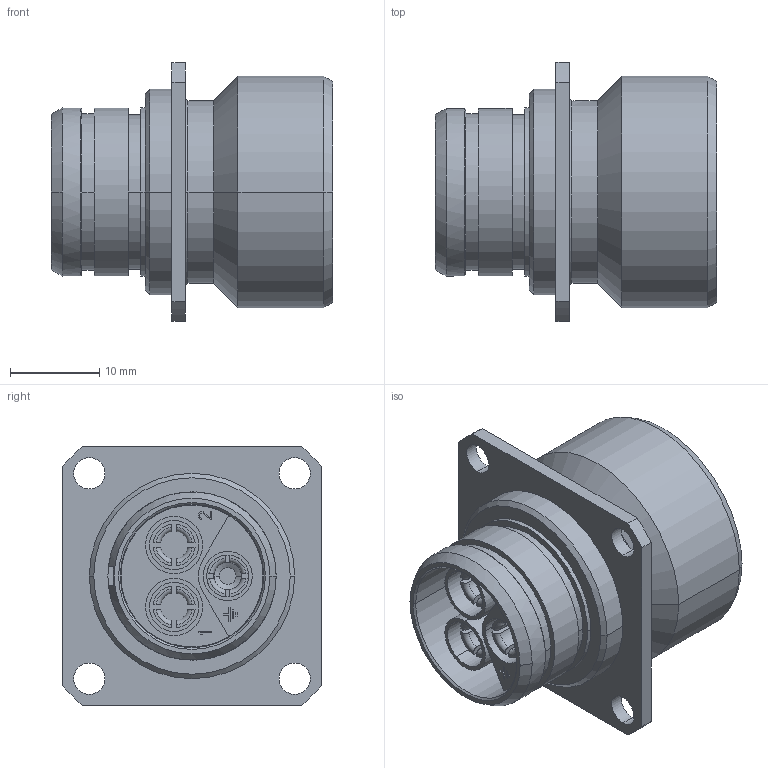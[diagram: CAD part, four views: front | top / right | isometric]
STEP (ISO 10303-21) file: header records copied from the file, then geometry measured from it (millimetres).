
FILE_DESCRIPTION((''),'2;1');
FILE_NAME('1331ER303FZ','2024-08-12T10:54:19',('paultorloting'),('NET AG system integration'),'CREO PARAMETRIC BY PTC INC, 2021404','CREO PARAMETRIC BY PTC INC, 2021404','');
FILE_SCHEMA(('AUTOMOTIVE_DESIGN { 1 0 10303 214 1 1 1 1 }'));
Length unit declared in the file: millimetre
Products named in the file (1): 1331ER303FZ
Bounding box: 31.5 x 29 x 29 mm (x, y, z)
Volume: 9126.2 mm3; surface area: 8817.8 mm2
Topology: 1 solids, 1 shells, 324 faces, 822 edges, 533 vertices
Faces by surface type: plane 156, cylinder 110, cone 31, torus 21, bspline 6
Entity records: 16916 total; most frequent: CARTESIAN_POINT 6349, DIRECTION 1656, ORIENTED_EDGE 1644, EDGE_CURVE 822, AXIS2_PLACEMENT_3D 590, VERTEX_POINT 533, VECTOR 473, LINE 473
